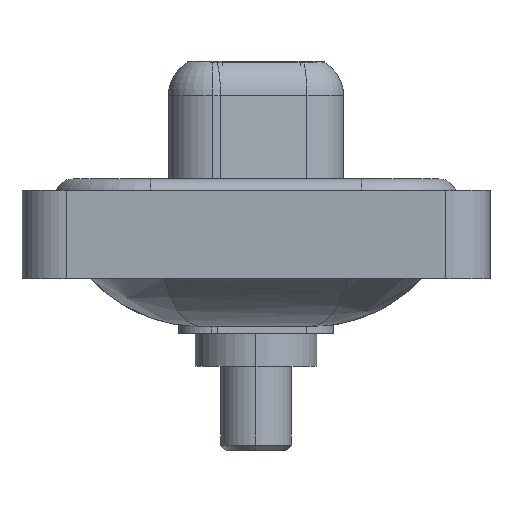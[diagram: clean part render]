
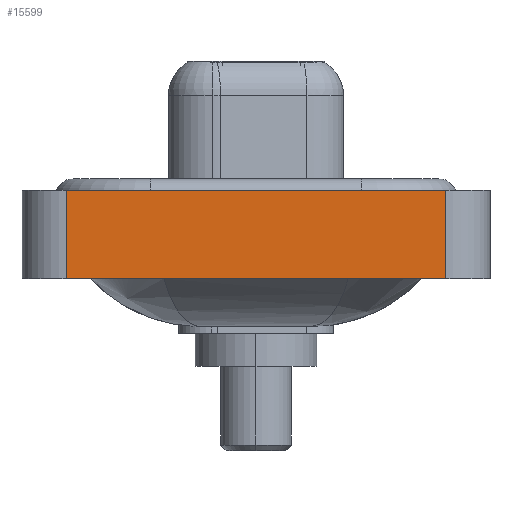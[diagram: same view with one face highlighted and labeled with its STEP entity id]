
A CAD part, left-side view. The second image highlights one B-rep face of the part: STEP entity #15599.
In plain terms, the highlighted planar face has unit normal (-1, 0, 0).
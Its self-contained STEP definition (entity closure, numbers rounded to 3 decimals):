
#2084 = LINE ( 'NONE', #7353, #2539 ) ;
#2405 = VERTEX_POINT ( 'NONE', #15648 ) ;
#2539 = VECTOR ( 'NONE', #11210, 1000. ) ;
#2806 = DIRECTION ( 'NONE',  ( 0., 0., 1. ) ) ;
#2945 = CARTESIAN_POINT ( 'NONE',  ( -7.3, -8.55, 0.4 ) ) ;
#3676 = LINE ( 'NONE', #4992, #9521 ) ;
#3833 = VECTOR ( 'NONE', #2806, 1000. ) ;
#4606 = EDGE_CURVE ( 'NONE', #10503, #14829, #7776, .T. ) ;
#4828 = EDGE_CURVE ( 'NONE', #2405, #11373, #2084, .T. ) ;
#4992 = CARTESIAN_POINT ( 'NONE',  ( -7.3, 8.55, -3.6 ) ) ;
#5166 = DIRECTION ( 'NONE',  ( 0., 0., 1. ) ) ;
#5218 = DIRECTION ( 'NONE',  ( 0., -1., 0. ) ) ;
#5471 = DIRECTION ( 'NONE',  ( 0., 0., 1. ) ) ;
#6388 = CARTESIAN_POINT ( 'NONE',  ( -7.3, 8.55, -3.6 ) ) ;
#7071 = EDGE_CURVE ( 'NONE', #10503, #2405, #3676, .T. ) ;
#7353 = CARTESIAN_POINT ( 'NONE',  ( -7.3, -8.55, 0.4 ) ) ;
#7776 = LINE ( 'NONE', #8912, #9345 ) ;
#7927 = PLANE ( 'NONE',  #9774 ) ;
#8470 = ORIENTED_EDGE ( 'NONE', *, *, #7071, .F. ) ;
#8912 = CARTESIAN_POINT ( 'NONE',  ( -7.3, -8.55, -3.6 ) ) ;
#9287 = CARTESIAN_POINT ( 'NONE',  ( -7.3, -8.55, -3.6 ) ) ;
#9345 = VECTOR ( 'NONE', #5218, 1000. ) ;
#9521 = VECTOR ( 'NONE', #5166, 1000. ) ;
#9577 = EDGE_CURVE ( 'NONE', #14829, #11373, #14177, .T. ) ;
#9774 = AXIS2_PLACEMENT_3D ( 'NONE', #11621, #11711, #5471 ) ;
#10503 = VERTEX_POINT ( 'NONE', #6388 ) ;
#10711 = ORIENTED_EDGE ( 'NONE', *, *, #9577, .T. ) ;
#10825 = EDGE_LOOP ( 'NONE', ( #10711, #11236, #8470, #12916 ) ) ;
#11210 = DIRECTION ( 'NONE',  ( 0., -1., 0. ) ) ;
#11236 = ORIENTED_EDGE ( 'NONE', *, *, #4828, .F. ) ;
#11373 = VERTEX_POINT ( 'NONE', #2945 ) ;
#11621 = CARTESIAN_POINT ( 'NONE',  ( -7.3, -8.55, -3.6 ) ) ;
#11711 = DIRECTION ( 'NONE',  ( -1., 0., 0. ) ) ;
#12916 = ORIENTED_EDGE ( 'NONE', *, *, #4606, .T. ) ;
#12957 = CARTESIAN_POINT ( 'NONE',  ( -7.3, -8.55, -3.6 ) ) ;
#14177 = LINE ( 'NONE', #9287, #3833 ) ;
#14829 = VERTEX_POINT ( 'NONE', #12957 ) ;
#15444 = FACE_OUTER_BOUND ( 'NONE', #10825, .T. ) ;
#15599 = ADVANCED_FACE ( 'NONE', ( #15444 ), #7927, .T. ) ;
#15648 = CARTESIAN_POINT ( 'NONE',  ( -7.3, 8.55, 0.4 ) ) ;
